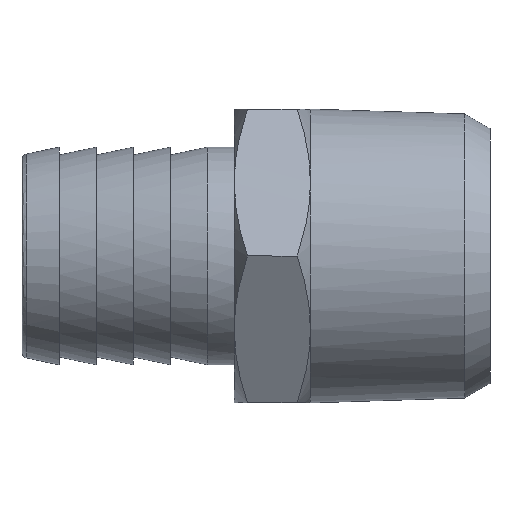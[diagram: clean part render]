
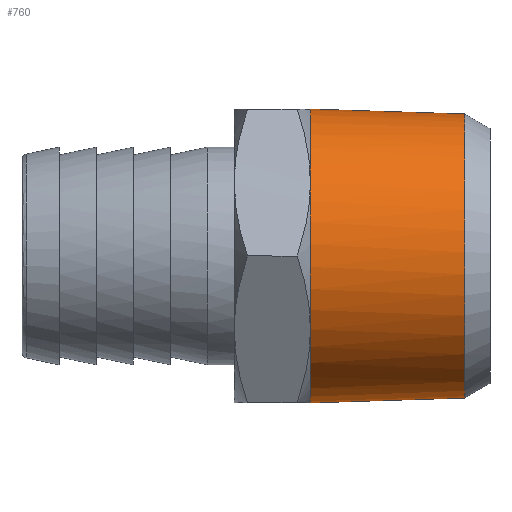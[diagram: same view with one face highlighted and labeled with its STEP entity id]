
A CAD part, left-side view. The second image highlights one B-rep face of the part: STEP entity #760.
In plain terms, the highlighted free-form (B-spline) face has degree [1, 3] with [2, 4] control points.
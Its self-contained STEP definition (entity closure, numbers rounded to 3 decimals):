
#44 = CARTESIAN_POINT ( 'NONE',  ( 0., 16.5, -13.496 ) ) ;
#80 = CARTESIAN_POINT ( 'NONE',  ( 0., 2.338, 13.05 ) ) ;
#179 = CARTESIAN_POINT ( 'NONE',  ( -11.688, 16.5, 6.748 ) ) ;
#198 =( BOUNDED_CURVE ( )  B_SPLINE_CURVE ( 3, ( #179, #2642, #2254, #2279 ),
 .UNSPECIFIED., .F., .F. ) 
 B_SPLINE_CURVE_WITH_KNOTS ( ( 4, 4 ),
 ( -1.047, 0. ),
 .UNSPECIFIED. ) 
 CURVE ( )  GEOMETRIC_REPRESENTATION_ITEM ( )  RATIONAL_B_SPLINE_CURVE ( ( 1., 0.911, 0.911, 1. ) ) 
 REPRESENTATION_ITEM ( '' )  );
#267 = CARTESIAN_POINT ( 'NONE',  ( -4.941, 16.5, -13.5 ) ) ;
#278 = EDGE_CURVE ( 'NONE', #2804, #1049, #1568, .T. ) ;
#299 = CARTESIAN_POINT ( 'NONE',  ( -26.985, 16.5, -13.493 ) ) ;
#390 = ORIENTED_EDGE ( 'NONE', *, *, #2607, .F. ) ;
#408 = ORIENTED_EDGE ( 'NONE', *, *, #592, .F. ) ;
#414 = EDGE_CURVE ( 'NONE', #1415, #641, #2577, .T. ) ;
#502 = CARTESIAN_POINT ( 'NONE',  ( 0., 16.5, 13.493 ) ) ;
#504 = EDGE_CURVE ( 'NONE', #1076, #1087, #2498, .T. ) ;
#534 = CARTESIAN_POINT ( 'NONE',  ( -26.985, 16.5, 13.493 ) ) ;
#553 = CARTESIAN_POINT ( 'NONE',  ( 0., 16.5, -13.496 ) ) ;
#592 = EDGE_CURVE ( 'NONE', #2804, #1415, #1298, .T. ) ;
#641 = VERTEX_POINT ( 'NONE', #2222 ) ;
#655 = CARTESIAN_POINT ( 'NONE',  ( -11.688, 16.5, -6.748 ) ) ;
#760 = ADVANCED_FACE ( 'NONE', ( #863 ), #2040, .F. ) ;
#848 = EDGE_LOOP ( 'NONE', ( #2631, #1746, #390, #1110, #408, #1684 ) ) ;
#863 = FACE_OUTER_BOUND ( 'NONE', #848, .T. ) ;
#895 = EDGE_CURVE ( 'NONE', #1049, #1076, #1222, .T. ) ;
#908 = CARTESIAN_POINT ( 'NONE',  ( -26.1, 2.338, -13.05 ) ) ;
#1049 = VERTEX_POINT ( 'NONE', #1343 ) ;
#1076 = VERTEX_POINT ( 'NONE', #1642 ) ;
#1087 = VERTEX_POINT ( 'NONE', #1169 ) ;
#1110 = ORIENTED_EDGE ( 'NONE', *, *, #414, .F. ) ;
#1169 = CARTESIAN_POINT ( 'NONE',  ( 0., 16.5, 13.496 ) ) ;
#1175 = CARTESIAN_POINT ( 'NONE',  ( -9.221, 16.5, -11.029 ) ) ;
#1188 = CARTESIAN_POINT ( 'NONE',  ( -26.1, 2.338, -13.05 ) ) ;
#1222 =( BOUNDED_CURVE ( )  B_SPLINE_CURVE ( 3, ( #2568, #908, #2776, #1599 ),
 .UNSPECIFIED., .F., .T. ) 
 B_SPLINE_CURVE_WITH_KNOTS ( ( 4, 4 ),
 ( -3.142, 0. ),
 .UNSPECIFIED. ) 
 CURVE ( )  GEOMETRIC_REPRESENTATION_ITEM ( )  RATIONAL_B_SPLINE_CURVE ( ( 1., 0.333, 0.333, 1. ) ) 
 REPRESENTATION_ITEM ( '' )  );
#1298 =( BOUNDED_CURVE ( )  B_SPLINE_CURVE ( 3, ( #44, #267, #1175, #655 ),
 .UNSPECIFIED., .F., .T. ) 
 B_SPLINE_CURVE_WITH_KNOTS ( ( 4, 4 ),
 ( -1.047, 0. ),
 .UNSPECIFIED. ) 
 CURVE ( )  GEOMETRIC_REPRESENTATION_ITEM ( )  RATIONAL_B_SPLINE_CURVE ( ( 1., 0.911, 0.911, 1. ) ) 
 REPRESENTATION_ITEM ( '' )  );
#1343 = CARTESIAN_POINT ( 'NONE',  ( 0., 2.338, -13.05 ) ) ;
#1415 = VERTEX_POINT ( 'NONE', #2729 ) ;
#1422 = CARTESIAN_POINT ( 'NONE',  ( 0., 2.338, -13.05 ) ) ;
#1568 = B_SPLINE_CURVE_WITH_KNOTS ( 'NONE', 1,
 ( #553, #1932 ),
 .UNSPECIFIED., .F., .F.,
 ( 2, 2 ),
 ( -1., 0. ),
 .UNSPECIFIED. ) ;
#1599 = CARTESIAN_POINT ( 'NONE',  ( 0., 2.338, 13.05 ) ) ;
#1642 = CARTESIAN_POINT ( 'NONE',  ( 0., 2.338, 13.05 ) ) ;
#1656 = CARTESIAN_POINT ( 'NONE',  ( -14.162, 16.5, 2.471 ) ) ;
#1659 = CARTESIAN_POINT ( 'NONE',  ( 0., 16.5, -13.493 ) ) ;
#1684 = ORIENTED_EDGE ( 'NONE', *, *, #278, .T. ) ;
#1746 = ORIENTED_EDGE ( 'NONE', *, *, #504, .T. ) ;
#1867 = CARTESIAN_POINT ( 'NONE',  ( -11.688, 16.5, -6.748 ) ) ;
#1932 = CARTESIAN_POINT ( 'NONE',  ( 0., 2.338, -13.05 ) ) ;
#1968 = CARTESIAN_POINT ( 'NONE',  ( 0., 16.5, 13.496 ) ) ;
#2040 =( BOUNDED_SURFACE ( )  B_SPLINE_SURFACE ( 1, 3, ( 
 ( #1422, #1188, #2754, #80 ),
 ( #1659, #299, #534, #502 ) ),
 .UNSPECIFIED., .F., .F., .T. ) 
 B_SPLINE_SURFACE_WITH_KNOTS ( ( 2, 2 ),
 ( 4, 4 ),
 ( 0., 1. ),
 ( 0., 1. ),
 .UNSPECIFIED. ) 
 GEOMETRIC_REPRESENTATION_ITEM ( )  RATIONAL_B_SPLINE_SURFACE ( (
 ( 1., 0.333, 0.333, 1.),
 ( 1., 0.333, 0.333, 1.) ) ) 
 REPRESENTATION_ITEM ( '' )  SURFACE ( )  );
#2222 = CARTESIAN_POINT ( 'NONE',  ( -11.688, 16.5, 6.748 ) ) ;
#2254 = CARTESIAN_POINT ( 'NONE',  ( -4.941, 16.5, 13.5 ) ) ;
#2279 = CARTESIAN_POINT ( 'NONE',  ( 0., 16.5, 13.496 ) ) ;
#2496 = CARTESIAN_POINT ( 'NONE',  ( -11.688, 16.5, 6.748 ) ) ;
#2498 = B_SPLINE_CURVE_WITH_KNOTS ( 'NONE', 1,
 ( #2618, #1968 ),
 .UNSPECIFIED., .F., .F.,
 ( 2, 2 ),
 ( -1., 0. ),
 .UNSPECIFIED. ) ;
#2568 = CARTESIAN_POINT ( 'NONE',  ( 0., 2.338, -13.05 ) ) ;
#2577 =( BOUNDED_CURVE ( )  B_SPLINE_CURVE ( 3, ( #1867, #2761, #1656, #2496 ),
 .UNSPECIFIED., .F., .T. ) 
 B_SPLINE_CURVE_WITH_KNOTS ( ( 4, 4 ),
 ( -1.047, 0. ),
 .UNSPECIFIED. ) 
 CURVE ( )  GEOMETRIC_REPRESENTATION_ITEM ( )  RATIONAL_B_SPLINE_CURVE ( ( 1., 0.911, 0.911, 1. ) ) 
 REPRESENTATION_ITEM ( '' )  );
#2607 = EDGE_CURVE ( 'NONE', #641, #1087, #198, .T. ) ;
#2618 = CARTESIAN_POINT ( 'NONE',  ( 0., 2.338, 13.05 ) ) ;
#2631 = ORIENTED_EDGE ( 'NONE', *, *, #895, .T. ) ;
#2642 = CARTESIAN_POINT ( 'NONE',  ( -9.221, 16.5, 11.029 ) ) ;
#2729 = CARTESIAN_POINT ( 'NONE',  ( -11.688, 16.5, -6.748 ) ) ;
#2754 = CARTESIAN_POINT ( 'NONE',  ( -26.1, 2.338, 13.05 ) ) ;
#2761 = CARTESIAN_POINT ( 'NONE',  ( -14.162, 16.5, -2.471 ) ) ;
#2776 = CARTESIAN_POINT ( 'NONE',  ( -26.1, 2.338, 13.05 ) ) ;
#2797 = CARTESIAN_POINT ( 'NONE',  ( 0., 16.5, -13.496 ) ) ;
#2804 = VERTEX_POINT ( 'NONE', #2797 ) ;
